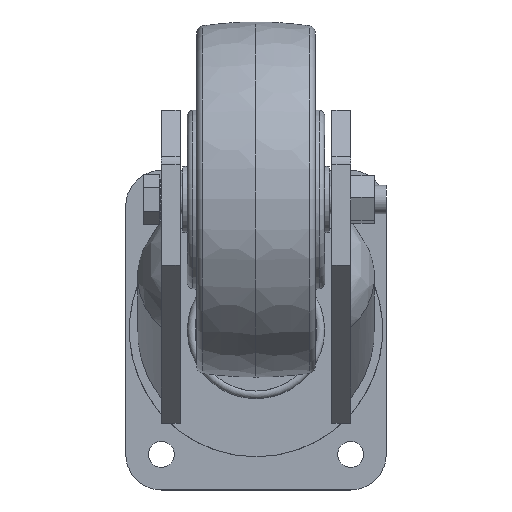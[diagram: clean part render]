
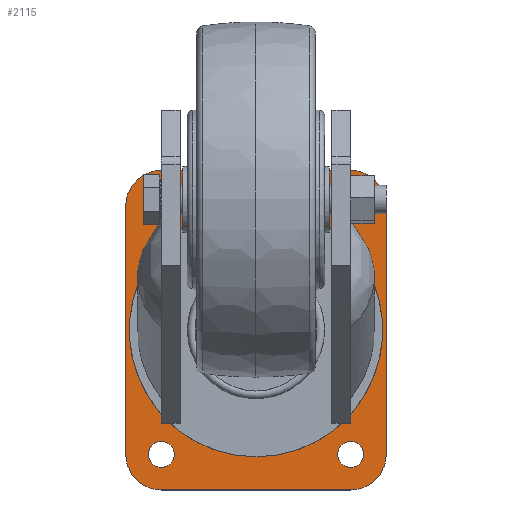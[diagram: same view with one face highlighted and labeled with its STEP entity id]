
A CAD part, top view. The second image highlights one B-rep face of the part: STEP entity #2115.
In plain terms, the highlighted planar face has unit normal (0, 0, 1).
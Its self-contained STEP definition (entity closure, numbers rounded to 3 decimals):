
#2115=ADVANCED_FACE('',(#2758,#2759,#2760,#2761,#2762,#3433),#2549,.T.);
#2549=PLANE('',#13462);
#2758=FACE_BOUND('',#4282,.T.);
#2759=FACE_BOUND('',#4283,.T.);
#2760=FACE_BOUND('',#4284,.T.);
#2761=FACE_BOUND('',#4285,.T.);
#2762=FACE_BOUND('',#4286,.T.);
#3433=FACE_OUTER_BOUND('',#4287,.T.);
#4282=EDGE_LOOP('',(#7976));
#4283=EDGE_LOOP('',(#7977));
#4284=EDGE_LOOP('',(#7978));
#4285=EDGE_LOOP('',(#7979));
#4286=EDGE_LOOP('',(#7980));
#4287=EDGE_LOOP('',(#7981,#7982,#7983,#7984,#7985,#7986,#7987,#7988));
#4535=CIRCLE('',#13453,47.5);
#4536=CIRCLE('',#13454,5.5);
#4537=CIRCLE('',#13455,5.5);
#4538=CIRCLE('',#13456,5.5);
#4539=CIRCLE('',#13457,5.5);
#4540=CIRCLE('',#13458,15.);
#4541=CIRCLE('',#13459,15.);
#4542=CIRCLE('',#13460,15.);
#4543=CIRCLE('',#13461,15.);
#7976=ORIENTED_EDGE('',*,*,#11030,.F.);
#7977=ORIENTED_EDGE('',*,*,#11031,.T.);
#7978=ORIENTED_EDGE('',*,*,#11032,.T.);
#7979=ORIENTED_EDGE('',*,*,#11033,.T.);
#7980=ORIENTED_EDGE('',*,*,#11034,.T.);
#7981=ORIENTED_EDGE('',*,*,#11035,.F.);
#7982=ORIENTED_EDGE('',*,*,#11036,.T.);
#7983=ORIENTED_EDGE('',*,*,#11037,.F.);
#7984=ORIENTED_EDGE('',*,*,#11038,.T.);
#7985=ORIENTED_EDGE('',*,*,#11039,.F.);
#7986=ORIENTED_EDGE('',*,*,#11040,.T.);
#7987=ORIENTED_EDGE('',*,*,#11041,.F.);
#7988=ORIENTED_EDGE('',*,*,#11042,.T.);
#9272=VERTEX_POINT('',#23930);
#9273=VERTEX_POINT('',#23932);
#9274=VERTEX_POINT('',#23934);
#9275=VERTEX_POINT('',#23936);
#9276=VERTEX_POINT('',#23938);
#9277=VERTEX_POINT('',#23940);
#9278=VERTEX_POINT('',#23941);
#9279=VERTEX_POINT('',#23943);
#9280=VERTEX_POINT('',#23945);
#9281=VERTEX_POINT('',#23947);
#9282=VERTEX_POINT('',#23949);
#9283=VERTEX_POINT('',#23951);
#9284=VERTEX_POINT('',#23953);
#11030=EDGE_CURVE('',#9272,#9272,#4535,.T.);
#11031=EDGE_CURVE('',#9273,#9273,#4536,.T.);
#11032=EDGE_CURVE('',#9274,#9274,#4537,.T.);
#11033=EDGE_CURVE('',#9275,#9275,#4538,.T.);
#11034=EDGE_CURVE('',#9276,#9276,#4539,.T.);
#11035=EDGE_CURVE('',#9277,#9278,#11811,.T.);
#11036=EDGE_CURVE('',#9277,#9279,#4540,.T.);
#11037=EDGE_CURVE('',#9280,#9279,#11812,.T.);
#11038=EDGE_CURVE('',#9280,#9281,#4541,.T.);
#11039=EDGE_CURVE('',#9282,#9281,#11813,.T.);
#11040=EDGE_CURVE('',#9282,#9283,#4542,.T.);
#11041=EDGE_CURVE('',#9284,#9283,#11814,.T.);
#11042=EDGE_CURVE('',#9284,#9278,#4543,.T.);
#11811=LINE('',#23939,#12767);
#11812=LINE('',#23944,#12768);
#11813=LINE('',#23948,#12769);
#11814=LINE('',#23952,#12770);
#12767=VECTOR('',#15768,1.);
#12768=VECTOR('',#15771,1.);
#12769=VECTOR('',#15774,1.);
#12770=VECTOR('',#15777,1.);
#13453=AXIS2_PLACEMENT_3D('',#23929,#15758,#15759);
#13454=AXIS2_PLACEMENT_3D('',#23931,#15760,#15761);
#13455=AXIS2_PLACEMENT_3D('',#23933,#15762,#15763);
#13456=AXIS2_PLACEMENT_3D('',#23935,#15764,#15765);
#13457=AXIS2_PLACEMENT_3D('',#23937,#15766,#15767);
#13458=AXIS2_PLACEMENT_3D('',#23942,#15769,#15770);
#13459=AXIS2_PLACEMENT_3D('',#23946,#15772,#15773);
#13460=AXIS2_PLACEMENT_3D('',#23950,#15775,#15776);
#13461=AXIS2_PLACEMENT_3D('',#23954,#15778,#15779);
#13462=AXIS2_PLACEMENT_3D('',#23955,#15780,#15781);
#15758=DIRECTION('',(0.,0.,1.));
#15759=DIRECTION('',(1.,0.,0.));
#15760=DIRECTION('',(0.,0.,-1.));
#15761=DIRECTION('',(0.,-1.,0.));
#15762=DIRECTION('',(0.,0.,-1.));
#15763=DIRECTION('',(0.,-1.,0.));
#15764=DIRECTION('',(0.,0.,-1.));
#15765=DIRECTION('',(0.,-1.,0.));
#15766=DIRECTION('',(0.,0.,-1.));
#15767=DIRECTION('',(0.,-1.,0.));
#15768=DIRECTION('',(-1.,0.,0.));
#15769=DIRECTION('',(0.,0.,1.));
#15770=DIRECTION('',(1.,0.,0.));
#15771=DIRECTION('',(0.,-1.,0.));
#15772=DIRECTION('',(0.,0.,1.));
#15773=DIRECTION('',(1.,0.,0.));
#15774=DIRECTION('',(1.,0.,0.));
#15775=DIRECTION('',(0.,0.,1.));
#15776=DIRECTION('',(1.,0.,0.));
#15777=DIRECTION('',(0.,1.,0.));
#15778=DIRECTION('',(0.,0.,1.));
#15779=DIRECTION('',(1.,0.,0.));
#15780=DIRECTION('',(0.,0.,1.));
#15781=DIRECTION('',(0.,1.,0.));
#23929=CARTESIAN_POINT('',(0.,-55.,-117.));
#23930=CARTESIAN_POINT('',(47.5,-55.,-117.));
#23931=CARTESIAN_POINT('',(-40.,-107.5,-117.));
#23932=CARTESIAN_POINT('',(-40.,-113.,-117.));
#23933=CARTESIAN_POINT('',(40.,-107.5,-117.));
#23934=CARTESIAN_POINT('',(40.,-113.,-117.));
#23935=CARTESIAN_POINT('',(-40.,-2.5,-117.));
#23936=CARTESIAN_POINT('',(-40.,-8.,-117.));
#23937=CARTESIAN_POINT('',(40.,-2.5,-117.));
#23938=CARTESIAN_POINT('',(40.,-8.,-117.));
#23939=CARTESIAN_POINT('',(0.,-122.5,-117.));
#23940=CARTESIAN_POINT('',(40.,-122.5,-117.));
#23941=CARTESIAN_POINT('',(-40.,-122.5,-117.));
#23942=CARTESIAN_POINT('',(40.,-107.5,-117.));
#23943=CARTESIAN_POINT('',(55.,-107.5,-117.));
#23944=CARTESIAN_POINT('',(55.,-55.,-117.));
#23945=CARTESIAN_POINT('',(55.,-2.5,-117.));
#23946=CARTESIAN_POINT('',(40.,-2.5,-117.));
#23947=CARTESIAN_POINT('',(40.,12.5,-117.));
#23948=CARTESIAN_POINT('',(0.,12.5,-117.));
#23949=CARTESIAN_POINT('',(-40.,12.5,-117.));
#23950=CARTESIAN_POINT('',(-40.,-2.5,-117.));
#23951=CARTESIAN_POINT('',(-55.,-2.5,-117.));
#23952=CARTESIAN_POINT('',(-55.,-55.,-117.));
#23953=CARTESIAN_POINT('',(-55.,-107.5,-117.));
#23954=CARTESIAN_POINT('',(-40.,-107.5,-117.));
#23955=CARTESIAN_POINT('',(0.,-55.,-117.));
